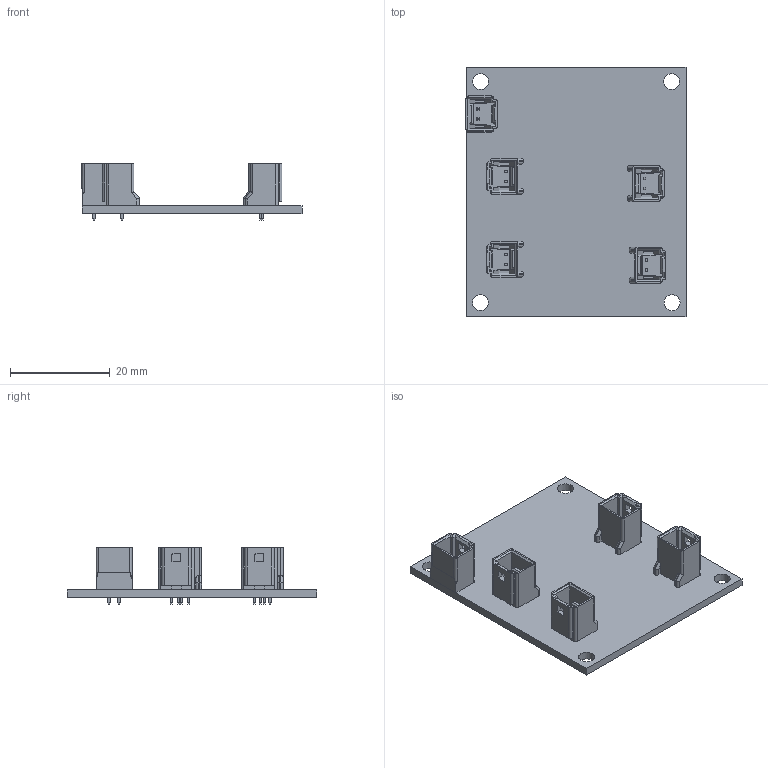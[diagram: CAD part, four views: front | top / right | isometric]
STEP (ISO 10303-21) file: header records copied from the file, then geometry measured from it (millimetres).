
FILE_DESCRIPTION(/* description */ ('KiCad electronic assembly','CAx-IF Rec.Pracs.---Representation and Presentation of Product Manufacturing Information (PMI)---4.0---2014-10-13'),/* implementation_level */ '2;1');
FILE_NAME(/* name */ 'TIA_CUT.stp',/* time_stamp */ '2022-08-12T15:17:03+08:00',/* author */ ('Nicholas Mok'),/* organization */ ('Kicad'),/* preprocessor_version */ 'ST-DEVELOPER v18.1',/* originating_system */ 'Autodesk Inventor 2022',/* authorisation */ 'Unknown');
FILE_SCHEMA (('AP242_MANAGED_MODEL_BASED_3D_ENGINEERING_MIM_LF { 1 0 10303 442 1 1 4 }'));
Length unit declared in the file: millimetre
Products named in the file (6): TIA_v1r4_Vertical_FlipPWR_July2022; DF51K-2P-2DSA(800)_CL0480-0542-0-00_3DDrawing_STEP_DF51K-2P-2DSA_4800
542000_3D_stp; COMPOUND; DF51K-2P-2DSA(800)_CL0480-0542-0-00_3DDrawing_STEP_DF51K-2P-2DSA_4800
542000_3D_stp_1; COMPOUND_1; _autosave-TIA_v1r4_July2022 PCB
Assembly tree (8 placements, depth 3):
  TIA_v1r4_Vertical_FlipPWR_July2022
    DF51K-2P-2DSA(800)_CL0480-0542-0-00_3DDrawing_STEP_DF51K-2P-2DSA_4800
542000_3D_stp  x4
      COMPOUND
    DF51K-2P-2DSA(800)_CL0480-0542-0-00_3DDrawing_STEP_DF51K-2P-2DSA_4800
542000_3D_stp_1
      COMPOUND_1
    _autosave-TIA_v1r4_July2022 PCB
Bounding box: 44.05 x 50 x 11.4 mm (x, y, z)
Volume: 4447.3 mm3; surface area: 7175.8 mm2
Topology: 6 solids, 6 shells, 620 faces, 1585 edges, 1002 vertices
Faces by surface type: plane 532, cylinder 88
Full cylindrical faces by diameter (mm): 1 x10, 3.2 x4
Entity records: 8153 total; most frequent: CARTESIAN_POINT 1395, DIRECTION 1340, ORIENTED_EDGE 1304, EDGE_CURVE 652, LINE 578, VECTOR 578, VERTEX_POINT 414, AXIS2_PLACEMENT_3D 381
